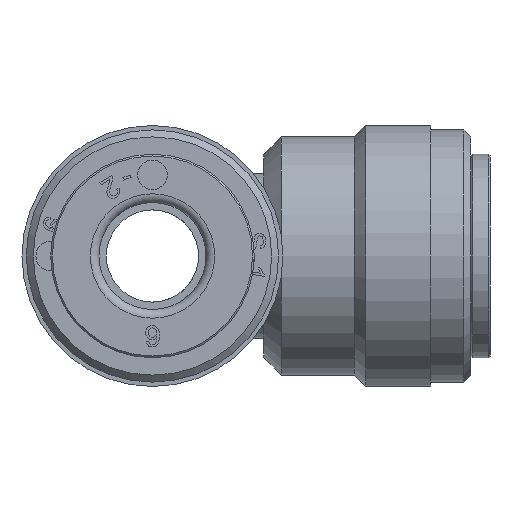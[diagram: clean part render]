
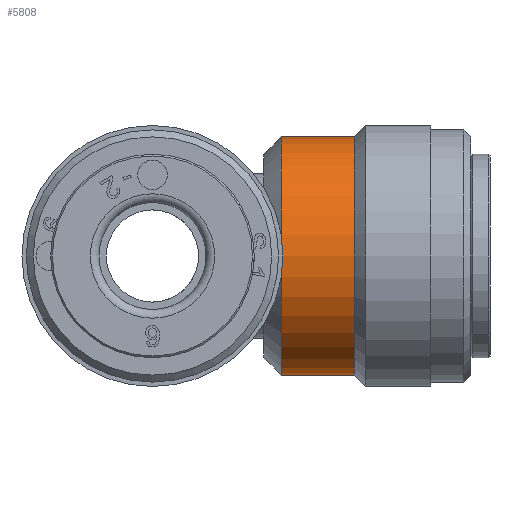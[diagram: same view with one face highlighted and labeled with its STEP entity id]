
A CAD part, left-side view. The second image highlights one B-rep face of the part: STEP entity #5808.
In plain terms, the highlighted cylindrical face has radius 6.85 mm (diameter 13.7 mm), a full revolution.
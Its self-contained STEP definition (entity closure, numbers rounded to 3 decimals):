
#1409=CYLINDRICAL_SURFACE('',#6158,6.85);
#1517=FACE_BOUND('',#2279,.T.);
#1812=FACE_OUTER_BOUND('',#2278,.T.);
#2278=EDGE_LOOP('',(#5009));
#2279=EDGE_LOOP('',(#5010));
#2526=CIRCLE('',#6157,6.85);
#2527=CIRCLE('',#6159,6.85);
#2948=VERTEX_POINT('',#10074);
#2949=VERTEX_POINT('',#10077);
#3674=EDGE_CURVE('',#2948,#2948,#2526,.T.);
#3675=EDGE_CURVE('',#2949,#2949,#2527,.T.);
#5009=ORIENTED_EDGE('',*,*,#3675,.F.);
#5010=ORIENTED_EDGE('',*,*,#3674,.T.);
#5808=ADVANCED_FACE('',(#1812,#1517),#1409,.T.);
#6157=AXIS2_PLACEMENT_3D('',#10075,#6936,#6937);
#6158=AXIS2_PLACEMENT_3D('',#10076,#6938,#6939);
#6159=AXIS2_PLACEMENT_3D('',#10078,#6940,#6941);
#6936=DIRECTION('center_axis',(0.,-1.,0.));
#6937=DIRECTION('ref_axis',(-1.,0.,0.));
#6938=DIRECTION('center_axis',(0.,-1.,0.));
#6939=DIRECTION('ref_axis',(-1.,0.,0.));
#6940=DIRECTION('center_axis',(0.,-1.,0.));
#6941=DIRECTION('ref_axis',(-1.,0.,0.));
#10074=CARTESIAN_POINT('',(6.25,-7.4,0.));
#10075=CARTESIAN_POINT('Origin',(13.1,-7.4,0.));
#10076=CARTESIAN_POINT('Origin',(13.1,-9.5,0.));
#10077=CARTESIAN_POINT('',(6.25,-11.6,0.));
#10078=CARTESIAN_POINT('Origin',(13.1,-11.6,0.));
